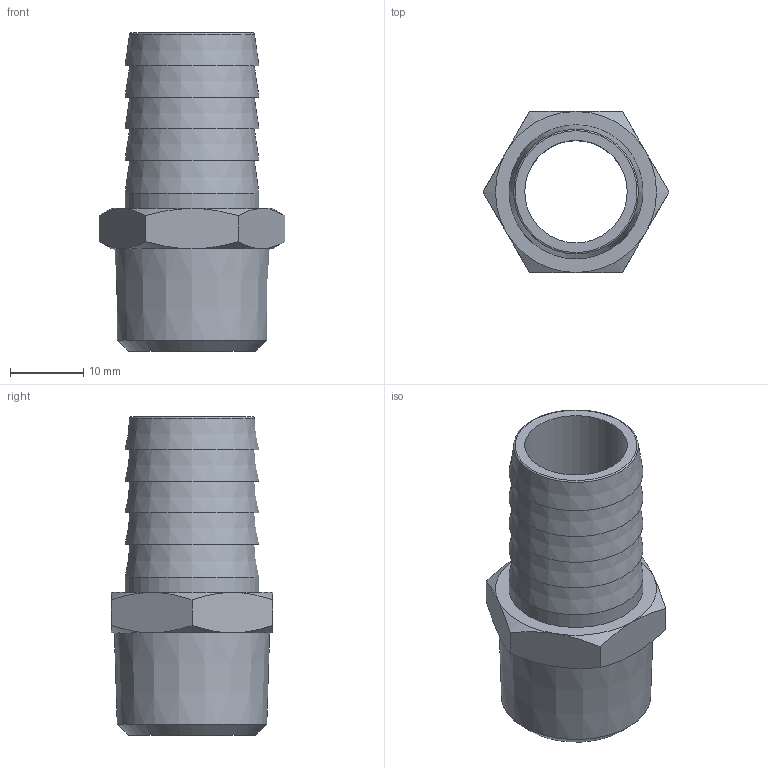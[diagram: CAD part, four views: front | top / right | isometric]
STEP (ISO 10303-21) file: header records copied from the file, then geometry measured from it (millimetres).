
FILE_DESCRIPTION(( 'RA.30C18.12.STP' ), '1');
FILE_NAME( 'RA.30C18.12.STP', '2018-10-11T15:16:12',( 'Sopra'),('sopra-pneumatic.com'), 'SwSTEP 2.0','SolidWorks 2009','' );
FILE_SCHEMA (('AUTOMOTIVE_DESIGN { 1 0 10303 214 1 1 1 1 }'));
Length unit declared in the file: millimetre
Products named in the file (2): Root; 30427
Assembly tree (1 placements, depth 2):
  Root
    30427
Bounding box: 25.4 x 22 x 43.5 mm (x, y, z)
Volume: 5605.5 mm3; surface area: 5153.7 mm2
Topology: 1 solids, 1 shells, 39 faces, 76 edges, 45 vertices
Faces by surface type: cone 21, plane 14, cylinder 3, torus 1
Full cylindrical faces by diameter (mm): 14 x1, 15.5 x1, 18.3 x1
Entity records: 1596 total; most frequent: DIRECTION 200, CARTESIAN_POINT 147, PRESENTATION_STYLE_ASSIGNMENT 125, COLOUR_RGB 125, DRAUGHTING_PRE_DEFINED_CURVE_FONT 124, CURVE_STYLE 124, OVER_RIDING_STYLED_ITEM 124, ORIENTED_EDGE 124
